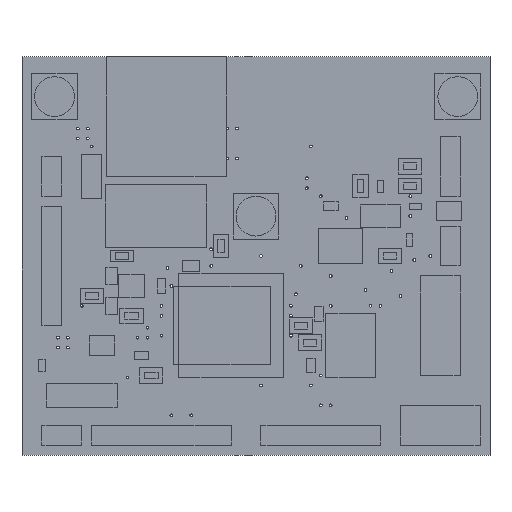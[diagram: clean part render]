
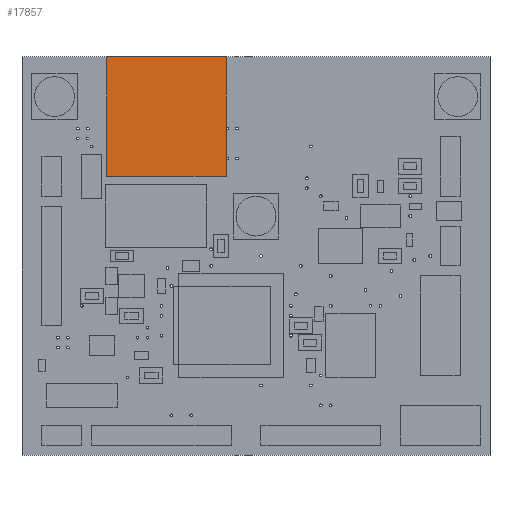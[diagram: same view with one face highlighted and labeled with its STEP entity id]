
A CAD part, top view. The second image highlights one B-rep face of the part: STEP entity #17857.
In plain terms, the highlighted planar face has unit normal (0, 0, 1).
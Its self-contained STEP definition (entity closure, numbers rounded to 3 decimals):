
#17543 = VERTEX_POINT('',#17544);
#17544 = CARTESIAN_POINT('',(-7.62,-7.62,0.1));
#17551 = PLANE('',#17552);
#17552 = AXIS2_PLACEMENT_3D('',#17553,#17554,#17555);
#17553 = CARTESIAN_POINT('',(-7.62,-7.62,0.));
#17554 = DIRECTION('',(0.,1.,0.));
#17555 = DIRECTION('',(1.,0.,0.));
#17563 = PLANE('',#17564);
#17564 = AXIS2_PLACEMENT_3D('',#17565,#17566,#17567);
#17565 = CARTESIAN_POINT('',(-7.62,7.62,0.));
#17566 = DIRECTION('',(1.,0.,0.));
#17567 = DIRECTION('',(0.,-1.,0.));
#17575 = EDGE_CURVE('',#17543,#17576,#17578,.T.);
#17576 = VERTEX_POINT('',#17577);
#17577 = CARTESIAN_POINT('',(7.62,-7.62,0.1));
#17578 = SURFACE_CURVE('',#17579,(#17583,#17590),.PCURVE_S1.);
#17579 = LINE('',#17580,#17581);
#17580 = CARTESIAN_POINT('',(-7.62,-7.62,0.1));
#17581 = VECTOR('',#17582,1.);
#17582 = DIRECTION('',(1.,0.,0.));
#17583 = PCURVE('',#17551,#17584);
#17584 = DEFINITIONAL_REPRESENTATION('',(#17585),#17589);
#17585 = LINE('',#17586,#17587);
#17586 = CARTESIAN_POINT('',(0.,-0.1));
#17587 = VECTOR('',#17588,1.);
#17588 = DIRECTION('',(1.,0.));
#17589 = ( GEOMETRIC_REPRESENTATION_CONTEXT(2) 
PARAMETRIC_REPRESENTATION_CONTEXT() REPRESENTATION_CONTEXT('2D SPACE',''
  ) );
#17590 = PCURVE('',#17591,#17596);
#17591 = PLANE('',#17592);
#17592 = AXIS2_PLACEMENT_3D('',#17593,#17594,#17595);
#17593 = CARTESIAN_POINT('',(-7.62,-7.62,0.1));
#17594 = DIRECTION('',(0.,0.,-1.));
#17595 = DIRECTION('',(-1.,0.,0.));
#17596 = DEFINITIONAL_REPRESENTATION('',(#17597),#17601);
#17597 = LINE('',#17598,#17599);
#17598 = CARTESIAN_POINT('',(0.,0.));
#17599 = VECTOR('',#17600,1.);
#17600 = DIRECTION('',(-1.,0.));
#17601 = ( GEOMETRIC_REPRESENTATION_CONTEXT(2) 
PARAMETRIC_REPRESENTATION_CONTEXT() REPRESENTATION_CONTEXT('2D SPACE',''
  ) );
#17619 = PLANE('',#17620);
#17620 = AXIS2_PLACEMENT_3D('',#17621,#17622,#17623);
#17621 = CARTESIAN_POINT('',(7.62,-7.62,0.));
#17622 = DIRECTION('',(-1.,0.,0.));
#17623 = DIRECTION('',(0.,1.,0.));
#17661 = EDGE_CURVE('',#17576,#17662,#17664,.T.);
#17662 = VERTEX_POINT('',#17663);
#17663 = CARTESIAN_POINT('',(7.62,7.62,0.1));
#17664 = SURFACE_CURVE('',#17665,(#17669,#17676),.PCURVE_S1.);
#17665 = LINE('',#17666,#17667);
#17666 = CARTESIAN_POINT('',(7.62,-7.62,0.1));
#17667 = VECTOR('',#17668,1.);
#17668 = DIRECTION('',(0.,1.,0.));
#17669 = PCURVE('',#17619,#17670);
#17670 = DEFINITIONAL_REPRESENTATION('',(#17671),#17675);
#17671 = LINE('',#17672,#17673);
#17672 = CARTESIAN_POINT('',(0.,-0.1));
#17673 = VECTOR('',#17674,1.);
#17674 = DIRECTION('',(1.,0.));
#17675 = ( GEOMETRIC_REPRESENTATION_CONTEXT(2) 
PARAMETRIC_REPRESENTATION_CONTEXT() REPRESENTATION_CONTEXT('2D SPACE',''
  ) );
#17676 = PCURVE('',#17591,#17677);
#17677 = DEFINITIONAL_REPRESENTATION('',(#17678),#17682);
#17678 = LINE('',#17679,#17680);
#17679 = CARTESIAN_POINT('',(-15.24,0.));
#17680 = VECTOR('',#17681,1.);
#17681 = DIRECTION('',(0.,1.));
#17682 = ( GEOMETRIC_REPRESENTATION_CONTEXT(2) 
PARAMETRIC_REPRESENTATION_CONTEXT() REPRESENTATION_CONTEXT('2D SPACE',''
  ) );
#17700 = PLANE('',#17701);
#17701 = AXIS2_PLACEMENT_3D('',#17702,#17703,#17704);
#17702 = CARTESIAN_POINT('',(7.62,7.62,0.));
#17703 = DIRECTION('',(0.,-1.,0.));
#17704 = DIRECTION('',(-1.,0.,0.));
#17737 = EDGE_CURVE('',#17662,#17738,#17740,.T.);
#17738 = VERTEX_POINT('',#17739);
#17739 = CARTESIAN_POINT('',(-7.62,7.62,0.1));
#17740 = SURFACE_CURVE('',#17741,(#17745,#17752),.PCURVE_S1.);
#17741 = LINE('',#17742,#17743);
#17742 = CARTESIAN_POINT('',(7.62,7.62,0.1));
#17743 = VECTOR('',#17744,1.);
#17744 = DIRECTION('',(-1.,0.,0.));
#17745 = PCURVE('',#17700,#17746);
#17746 = DEFINITIONAL_REPRESENTATION('',(#17747),#17751);
#17747 = LINE('',#17748,#17749);
#17748 = CARTESIAN_POINT('',(0.,-0.1));
#17749 = VECTOR('',#17750,1.);
#17750 = DIRECTION('',(1.,0.));
#17751 = ( GEOMETRIC_REPRESENTATION_CONTEXT(2) 
PARAMETRIC_REPRESENTATION_CONTEXT() REPRESENTATION_CONTEXT('2D SPACE',''
  ) );
#17752 = PCURVE('',#17591,#17753);
#17753 = DEFINITIONAL_REPRESENTATION('',(#17754),#17758);
#17754 = LINE('',#17755,#17756);
#17755 = CARTESIAN_POINT('',(-15.24,15.24));
#17756 = VECTOR('',#17757,1.);
#17757 = DIRECTION('',(1.,0.));
#17758 = ( GEOMETRIC_REPRESENTATION_CONTEXT(2) 
PARAMETRIC_REPRESENTATION_CONTEXT() REPRESENTATION_CONTEXT('2D SPACE',''
  ) );
#17808 = EDGE_CURVE('',#17738,#17543,#17809,.T.);
#17809 = SURFACE_CURVE('',#17810,(#17814,#17821),.PCURVE_S1.);
#17810 = LINE('',#17811,#17812);
#17811 = CARTESIAN_POINT('',(-7.62,7.62,0.1));
#17812 = VECTOR('',#17813,1.);
#17813 = DIRECTION('',(0.,-1.,0.));
#17814 = PCURVE('',#17563,#17815);
#17815 = DEFINITIONAL_REPRESENTATION('',(#17816),#17820);
#17816 = LINE('',#17817,#17818);
#17817 = CARTESIAN_POINT('',(0.,-0.1));
#17818 = VECTOR('',#17819,1.);
#17819 = DIRECTION('',(1.,0.));
#17820 = ( GEOMETRIC_REPRESENTATION_CONTEXT(2) 
PARAMETRIC_REPRESENTATION_CONTEXT() REPRESENTATION_CONTEXT('2D SPACE',''
  ) );
#17821 = PCURVE('',#17591,#17822);
#17822 = DEFINITIONAL_REPRESENTATION('',(#17823),#17827);
#17823 = LINE('',#17824,#17825);
#17824 = CARTESIAN_POINT('',(0.,15.24));
#17825 = VECTOR('',#17826,1.);
#17826 = DIRECTION('',(0.,-1.));
#17827 = ( GEOMETRIC_REPRESENTATION_CONTEXT(2) 
PARAMETRIC_REPRESENTATION_CONTEXT() REPRESENTATION_CONTEXT('2D SPACE',''
  ) );
#17857 = ADVANCED_FACE('',(#17858),#17591,.F.);
#17858 = FACE_BOUND('',#17859,.T.);
#17859 = EDGE_LOOP('',(#17860,#17861,#17862,#17863));
#17860 = ORIENTED_EDGE('',*,*,#17575,.T.);
#17861 = ORIENTED_EDGE('',*,*,#17661,.T.);
#17862 = ORIENTED_EDGE('',*,*,#17737,.T.);
#17863 = ORIENTED_EDGE('',*,*,#17808,.T.);
